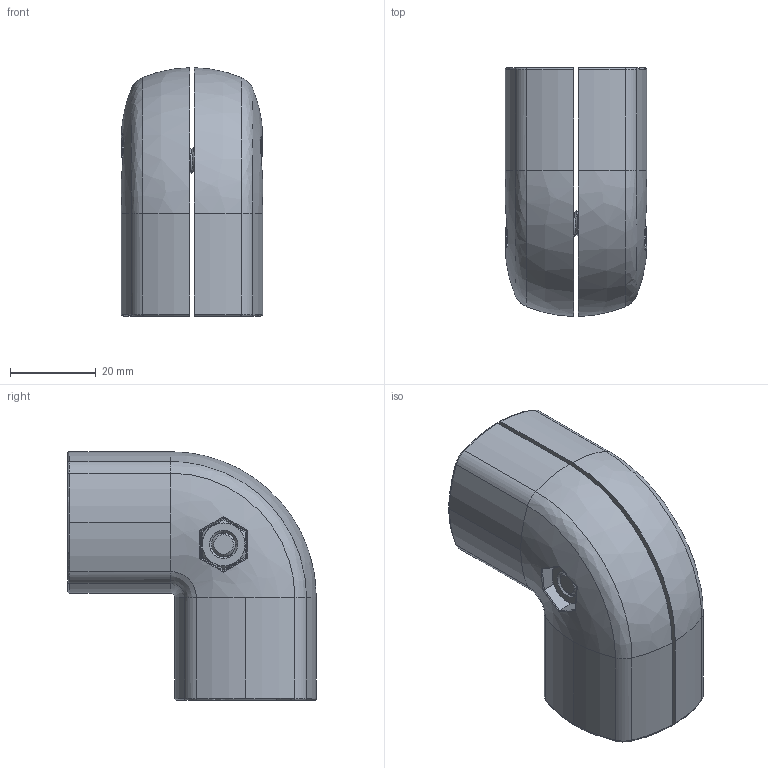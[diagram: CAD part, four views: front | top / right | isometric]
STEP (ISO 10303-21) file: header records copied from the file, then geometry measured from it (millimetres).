
FILE_DESCRIPTION (( 'STEP AP214' ), '1' );
FILE_NAME ('B396 Ñîåäèíèòåëü òðóáíûõ ïðîôèëåé Ô28 íàðóæíûé ïîä óãëîì 90 ãð.STEP', '2024-01-26T14:20:09', ( '' ), ( '' ), 'SwSTEP 2.0', 'SolidWorks 2022', '' );
FILE_SCHEMA (( 'AUTOMOTIVE_DESIGN' ));
Length unit declared in the file: millimetre
Products named in the file (1): B396 Соединитель трубных профилей Ф28 наружный  под углом 90 гр
Bounding box: 33 x 58 x 58 mm (x, y, z)
Volume: 32918.4 mm3; surface area: 21856.8 mm2
Topology: 4 solids, 4 shells, 393 faces, 1072 edges, 695 vertices
Faces by surface type: cylinder 136, plane 126, bspline 72, cone 39, torus 20
Entity records: 26503 total; most frequent: CARTESIAN_POINT 13000, ORIENTED_EDGE 2144, DIRECTION 1580, EDGE_CURVE 1072, VERTEX_POINT 695, AXIS2_PLACEMENT_3D 598, B_SPLINE_CURVE_WITH_KNOTS 410, EDGE_LOOP 407
